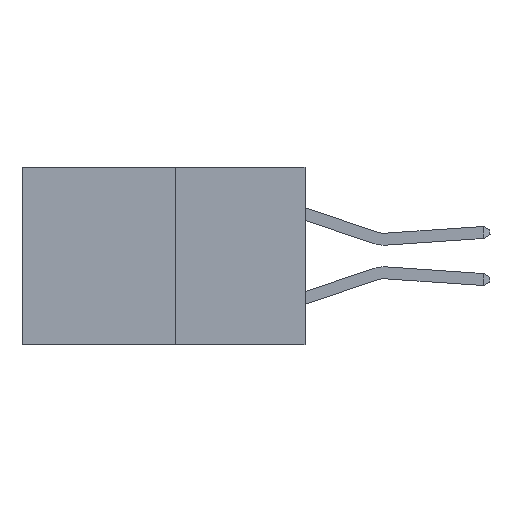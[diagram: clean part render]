
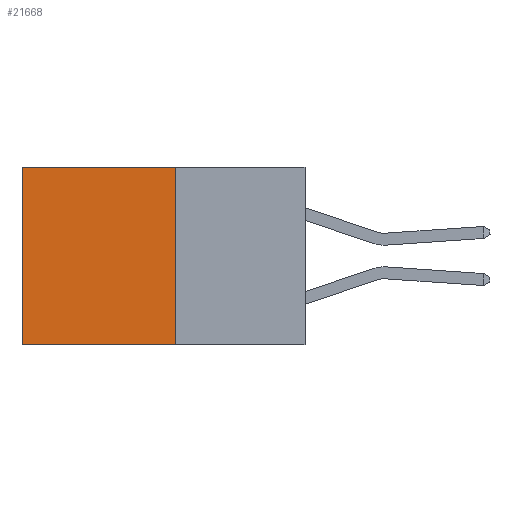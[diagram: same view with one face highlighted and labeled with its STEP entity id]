
A CAD part, left-side view. The second image highlights one B-rep face of the part: STEP entity #21668.
In plain terms, the highlighted planar face has unit normal (-1, 0, 0).
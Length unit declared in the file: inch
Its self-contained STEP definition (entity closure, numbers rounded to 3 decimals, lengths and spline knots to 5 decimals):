
#981 = AXIS2_PLACEMENT_3D ( 'NONE', #19646, #21402, #10792 ) ;
#1415 = CARTESIAN_POINT ( 'NONE',  ( 0.277, 0.27, -0.37 ) ) ;
#2564 = LINE ( 'NONE', #14526, #7375 ) ;
#3206 = CARTESIAN_POINT ( 'NONE',  ( 0.277, 0.59, -0.37 ) ) ;
#4427 = LINE ( 'NONE', #21578, #13429 ) ;
#4496 = VECTOR ( 'NONE', #21405, 39.37008 ) ;
#7161 = PLANE ( 'NONE',  #981 ) ;
#7342 = DIRECTION ( 'NONE',  ( 0., 0., -1. ) ) ;
#7375 = VECTOR ( 'NONE', #18110, 39.37008 ) ;
#7636 = FACE_OUTER_BOUND ( 'NONE', #22778, .T. ) ;
#7997 = DIRECTION ( 'NONE',  ( 0., 1., 0. ) ) ;
#8465 = VERTEX_POINT ( 'NONE', #10755 ) ;
#8524 = ORIENTED_EDGE ( 'NONE', *, *, #15164, .T. ) ;
#9818 = CARTESIAN_POINT ( 'NONE',  ( 0.277, 0.27, -0.37 ) ) ;
#10009 = ORIENTED_EDGE ( 'NONE', *, *, #20298, .F. ) ;
#10445 = ORIENTED_EDGE ( 'NONE', *, *, #16445, .F. ) ;
#10755 = CARTESIAN_POINT ( 'NONE',  ( 0.277, 0.59, 0. ) ) ;
#10792 = DIRECTION ( 'NONE',  ( 0., 0., -1. ) ) ;
#11000 = VECTOR ( 'NONE', #7997, 39.37008 ) ;
#11521 = VERTEX_POINT ( 'NONE', #3206 ) ;
#13429 = VECTOR ( 'NONE', #7342, 39.37008 ) ;
#14526 = CARTESIAN_POINT ( 'NONE',  ( 0.277, 0.27, 0. ) ) ;
#15164 = EDGE_CURVE ( 'NONE', #8465, #11521, #18479, .T. ) ;
#15470 = ORIENTED_EDGE ( 'NONE', *, *, #19259, .T. ) ;
#16391 = LINE ( 'NONE', #9818, #11000 ) ;
#16445 = EDGE_CURVE ( 'NONE', #18239, #18387, #4427, .T. ) ;
#18110 = DIRECTION ( 'NONE',  ( 0., 1., 0. ) ) ;
#18239 = VERTEX_POINT ( 'NONE', #20577 ) ;
#18387 = VERTEX_POINT ( 'NONE', #1415 ) ;
#18479 = LINE ( 'NONE', #22960, #4496 ) ;
#19259 = EDGE_CURVE ( 'NONE', #18239, #8465, #2564, .T. ) ;
#19646 = CARTESIAN_POINT ( 'NONE',  ( 0.277, 0.27, -0.37 ) ) ;
#20298 = EDGE_CURVE ( 'NONE', #18387, #11521, #16391, .T. ) ;
#20577 = CARTESIAN_POINT ( 'NONE',  ( 0.277, 0.27, 0. ) ) ;
#21402 = DIRECTION ( 'NONE',  ( 1., 0., 0. ) ) ;
#21405 = DIRECTION ( 'NONE',  ( 0., 0., -1. ) ) ;
#21578 = CARTESIAN_POINT ( 'NONE',  ( 0.277, 0.27, -0.37 ) ) ;
#21668 = ADVANCED_FACE ( 'NONE', ( #7636 ), #7161, .F. ) ;
#22778 = EDGE_LOOP ( 'NONE', ( #8524, #10009, #10445, #15470 ) ) ;
#22960 = CARTESIAN_POINT ( 'NONE',  ( 0.277, 0.59, -0.37 ) ) ;
